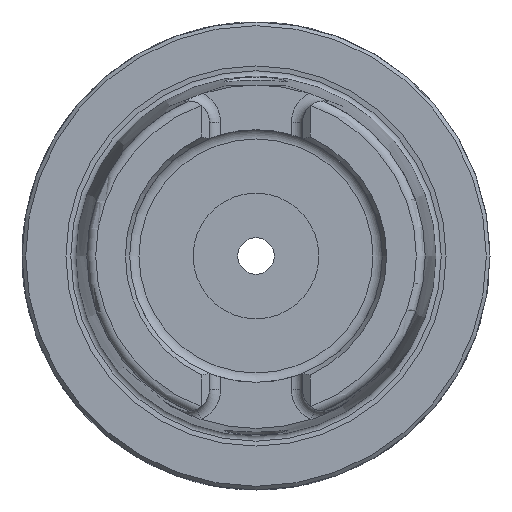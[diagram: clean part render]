
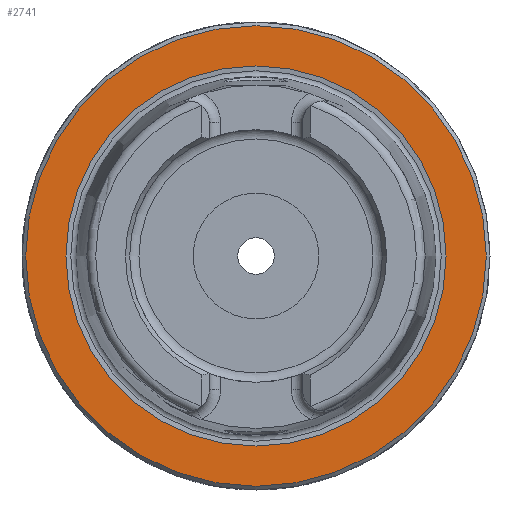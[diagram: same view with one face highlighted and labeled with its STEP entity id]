
A CAD part, left-side view. The second image highlights one B-rep face of the part: STEP entity #2741.
In plain terms, the highlighted planar face has unit normal (-1, 0, 0).
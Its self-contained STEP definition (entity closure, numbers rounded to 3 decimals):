
#106=FACE_BOUND('',#723,.T.);
#146=PLANE('',#3129);
#574=FACE_OUTER_BOUND('',#722,.T.);
#722=EDGE_LOOP('',(#2520,#2521));
#723=EDGE_LOOP('',(#2522,#2523));
#954=CIRCLE('',#3126,25.588);
#955=CIRCLE('',#3127,25.588);
#957=CIRCLE('',#3130,31.);
#958=CIRCLE('',#3131,31.);
#1263=VERTEX_POINT('',#5699);
#1264=VERTEX_POINT('',#5701);
#1265=VERTEX_POINT('',#5706);
#1266=VERTEX_POINT('',#5707);
#1688=EDGE_CURVE('',#1264,#1263,#954,.T.);
#1689=EDGE_CURVE('',#1263,#1264,#955,.T.);
#1691=EDGE_CURVE('',#1265,#1266,#957,.T.);
#1692=EDGE_CURVE('',#1266,#1265,#958,.T.);
#2520=ORIENTED_EDGE('',*,*,#1691,.F.);
#2521=ORIENTED_EDGE('',*,*,#1692,.F.);
#2522=ORIENTED_EDGE('',*,*,#1688,.T.);
#2523=ORIENTED_EDGE('',*,*,#1689,.T.);
#2741=ADVANCED_FACE('',(#574,#106),#146,.T.);
#3126=AXIS2_PLACEMENT_3D('',#5702,#3979,#3980);
#3127=AXIS2_PLACEMENT_3D('',#5703,#3981,#3982);
#3129=AXIS2_PLACEMENT_3D('',#5705,#3985,#3986);
#3130=AXIS2_PLACEMENT_3D('',#5708,#3987,#3988);
#3131=AXIS2_PLACEMENT_3D('',#5709,#3989,#3990);
#3979=DIRECTION('center_axis',(1.,0.,0.));
#3980=DIRECTION('ref_axis',(0.,0.,-1.));
#3981=DIRECTION('center_axis',(1.,0.,0.));
#3982=DIRECTION('ref_axis',(0.,0.,-1.));
#3985=DIRECTION('center_axis',(-1.,0.,0.));
#3986=DIRECTION('ref_axis',(0.,0.,1.));
#3987=DIRECTION('center_axis',(1.,0.,0.));
#3988=DIRECTION('ref_axis',(0.,0.,-1.));
#3989=DIRECTION('center_axis',(1.,0.,0.));
#3990=DIRECTION('ref_axis',(0.,0.,-1.));
#5699=CARTESIAN_POINT('',(0.,-25.588,0.));
#5701=CARTESIAN_POINT('',(0.,25.588,0.));
#5702=CARTESIAN_POINT('Origin',(0.,0.,0.));
#5703=CARTESIAN_POINT('Origin',(0.,0.,0.));
#5705=CARTESIAN_POINT('Origin',(0.,31.,0.));
#5706=CARTESIAN_POINT('',(0.,31.,0.));
#5707=CARTESIAN_POINT('',(0.,-31.,0.));
#5708=CARTESIAN_POINT('Origin',(0.,0.,0.));
#5709=CARTESIAN_POINT('Origin',(0.,0.,0.));
